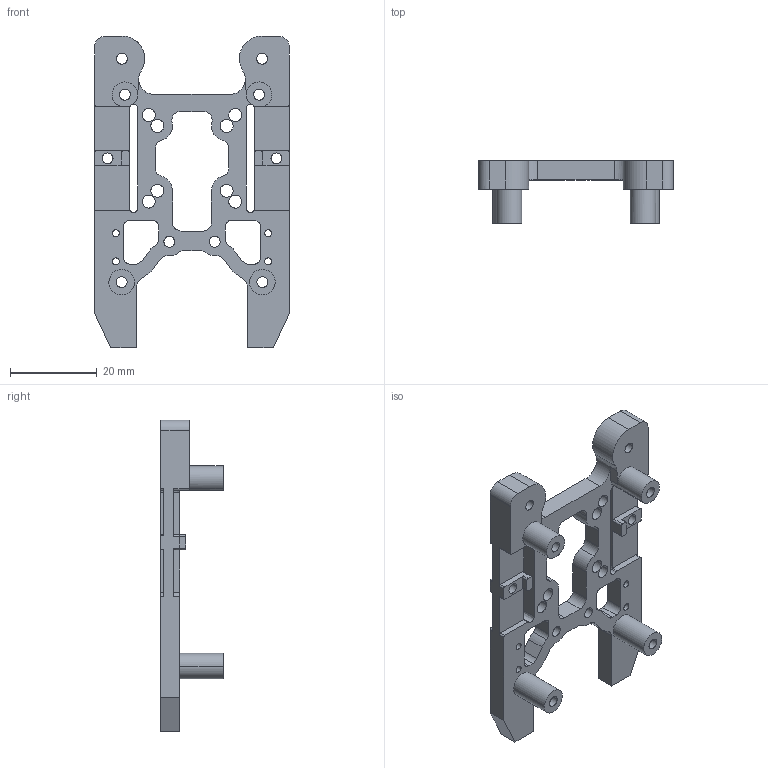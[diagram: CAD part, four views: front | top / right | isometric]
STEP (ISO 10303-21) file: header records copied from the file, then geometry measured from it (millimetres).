
FILE_DESCRIPTION(/* description */ (''),/* implementation_level */ '2;1');
FILE_NAME(/* name */ '9mm支架',/* time_stamp */ '2025-09-15T21:35:58+08:00',/* author */ (''),/* organization */ (''),/* preprocessor_version */ 'ST-DEVELOPER v16.5',/* originating_system */ '',/* authorisation */ '');
FILE_SCHEMA (('AUTOMOTIVE_DESIGN'));
Length unit declared in the file: millimetre
Products named in the file (1): Document
Bounding box: 45 x 14.4 x 72.05 mm (x, y, z)
Volume: 8108.9 mm3; surface area: 8069.3 mm2
Topology: 1 solids, 1 shells, 342 faces, 1022 edges, 678 vertices
Faces by surface type: bspline 202, plane 140
Entity records: 10966 total; most frequent: CARTESIAN_POINT 5042, ORIENTED_EDGE 2036, EDGE_CURVE 1018, VERTEX_POINT 678, B_SPLINE_CURVE_WITH_KNOTS 604, EDGE_LOOP 396, ADVANCED_FACE 342, FACE_OUTER_BOUND 342
